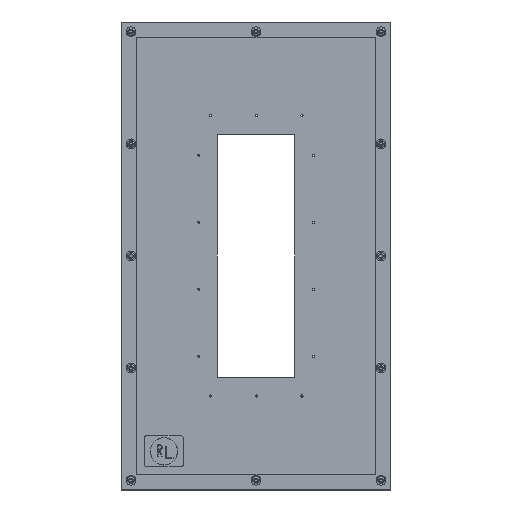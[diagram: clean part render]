
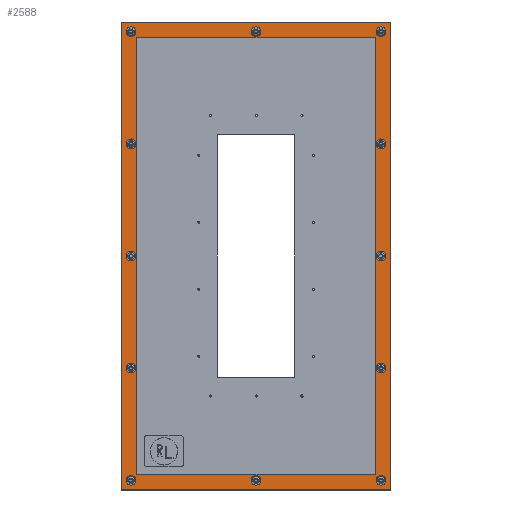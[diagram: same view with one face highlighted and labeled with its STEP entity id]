
A CAD part, top view. The second image highlights one B-rep face of the part: STEP entity #2588.
In plain terms, the highlighted planar face has unit normal (0, 0, 1).
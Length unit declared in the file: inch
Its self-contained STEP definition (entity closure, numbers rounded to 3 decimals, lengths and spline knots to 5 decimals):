
#173=LINE('',#3993,#314);
#177=LINE('',#4001,#318);
#180=LINE('',#4007,#321);
#183=LINE('',#4012,#324);
#185=LINE('',#4017,#326);
#189=LINE('',#4025,#330);
#192=LINE('',#4031,#333);
#195=LINE('',#4036,#336);
#314=VECTOR('',#3271,28.25);
#318=VECTOR('',#3277,15.40625);
#321=VECTOR('',#3282,28.25);
#324=VECTOR('',#3287,15.40625);
#326=VECTOR('',#3291,30.25);
#330=VECTOR('',#3297,17.40625);
#333=VECTOR('',#3302,30.25);
#336=VECTOR('',#3307,17.40625);
#449=PLANE('',#2820);
#599=FACE_BOUND('',#953,.T.);
#600=FACE_BOUND('',#954,.T.);
#601=FACE_BOUND('',#955,.T.);
#602=FACE_BOUND('',#956,.T.);
#603=FACE_BOUND('',#957,.T.);
#604=FACE_BOUND('',#958,.T.);
#605=FACE_BOUND('',#959,.T.);
#606=FACE_BOUND('',#960,.T.);
#607=FACE_BOUND('',#961,.T.);
#608=FACE_BOUND('',#962,.T.);
#609=FACE_BOUND('',#963,.T.);
#610=FACE_BOUND('',#964,.T.);
#611=FACE_BOUND('',#965,.T.);
#713=FACE_OUTER_BOUND('',#952,.T.);
#952=EDGE_LOOP('',(#1976,#1977,#1978,#1979));
#953=EDGE_LOOP('',(#1980));
#954=EDGE_LOOP('',(#1981));
#955=EDGE_LOOP('',(#1982));
#956=EDGE_LOOP('',(#1983));
#957=EDGE_LOOP('',(#1984));
#958=EDGE_LOOP('',(#1985));
#959=EDGE_LOOP('',(#1986));
#960=EDGE_LOOP('',(#1987));
#961=EDGE_LOOP('',(#1988));
#962=EDGE_LOOP('',(#1989));
#963=EDGE_LOOP('',(#1990));
#964=EDGE_LOOP('',(#1991));
#965=EDGE_LOOP('',(#1992,#1993,#1994,#1995));
#1154=CIRCLE('',#2778,0.10938);
#1156=CIRCLE('',#2781,0.10938);
#1158=CIRCLE('',#2784,0.10938);
#1160=CIRCLE('',#2787,0.10938);
#1162=CIRCLE('',#2790,0.10938);
#1164=CIRCLE('',#2793,0.10938);
#1166=CIRCLE('',#2796,0.10938);
#1168=CIRCLE('',#2799,0.10938);
#1170=CIRCLE('',#2802,0.10938);
#1172=CIRCLE('',#2805,0.10938);
#1174=CIRCLE('',#2808,0.10938);
#1176=CIRCLE('',#2811,0.10938);
#1304=VERTEX_POINT('',#3933);
#1306=VERTEX_POINT('',#3938);
#1308=VERTEX_POINT('',#3943);
#1310=VERTEX_POINT('',#3948);
#1312=VERTEX_POINT('',#3953);
#1314=VERTEX_POINT('',#3958);
#1316=VERTEX_POINT('',#3963);
#1318=VERTEX_POINT('',#3968);
#1320=VERTEX_POINT('',#3973);
#1322=VERTEX_POINT('',#3978);
#1324=VERTEX_POINT('',#3983);
#1326=VERTEX_POINT('',#3988);
#1327=VERTEX_POINT('',#3991);
#1328=VERTEX_POINT('',#3992);
#1331=VERTEX_POINT('',#4000);
#1333=VERTEX_POINT('',#4006);
#1335=VERTEX_POINT('',#4015);
#1336=VERTEX_POINT('',#4016);
#1339=VERTEX_POINT('',#4024);
#1341=VERTEX_POINT('',#4030);
#1544=EDGE_CURVE('',#1304,#1304,#1154,.T.);
#1546=EDGE_CURVE('',#1306,#1306,#1156,.T.);
#1548=EDGE_CURVE('',#1308,#1308,#1158,.T.);
#1550=EDGE_CURVE('',#1310,#1310,#1160,.T.);
#1552=EDGE_CURVE('',#1312,#1312,#1162,.T.);
#1554=EDGE_CURVE('',#1314,#1314,#1164,.T.);
#1556=EDGE_CURVE('',#1316,#1316,#1166,.T.);
#1558=EDGE_CURVE('',#1318,#1318,#1168,.T.);
#1560=EDGE_CURVE('',#1320,#1320,#1170,.T.);
#1562=EDGE_CURVE('',#1322,#1322,#1172,.T.);
#1564=EDGE_CURVE('',#1324,#1324,#1174,.T.);
#1566=EDGE_CURVE('',#1326,#1326,#1176,.T.);
#1567=EDGE_CURVE('',#1327,#1328,#173,.T.);
#1571=EDGE_CURVE('',#1328,#1331,#177,.T.);
#1574=EDGE_CURVE('',#1331,#1333,#180,.T.);
#1577=EDGE_CURVE('',#1333,#1327,#183,.T.);
#1579=EDGE_CURVE('',#1335,#1336,#185,.T.);
#1583=EDGE_CURVE('',#1336,#1339,#189,.T.);
#1586=EDGE_CURVE('',#1339,#1341,#192,.T.);
#1589=EDGE_CURVE('',#1341,#1335,#195,.T.);
#1976=ORIENTED_EDGE('',*,*,#1579,.F.);
#1977=ORIENTED_EDGE('',*,*,#1589,.F.);
#1978=ORIENTED_EDGE('',*,*,#1586,.F.);
#1979=ORIENTED_EDGE('',*,*,#1583,.F.);
#1980=ORIENTED_EDGE('',*,*,#1544,.T.);
#1981=ORIENTED_EDGE('',*,*,#1546,.T.);
#1982=ORIENTED_EDGE('',*,*,#1548,.T.);
#1983=ORIENTED_EDGE('',*,*,#1550,.T.);
#1984=ORIENTED_EDGE('',*,*,#1552,.T.);
#1985=ORIENTED_EDGE('',*,*,#1554,.T.);
#1986=ORIENTED_EDGE('',*,*,#1556,.T.);
#1987=ORIENTED_EDGE('',*,*,#1558,.T.);
#1988=ORIENTED_EDGE('',*,*,#1560,.T.);
#1989=ORIENTED_EDGE('',*,*,#1562,.T.);
#1990=ORIENTED_EDGE('',*,*,#1564,.T.);
#1991=ORIENTED_EDGE('',*,*,#1566,.T.);
#1992=ORIENTED_EDGE('',*,*,#1567,.T.);
#1993=ORIENTED_EDGE('',*,*,#1571,.T.);
#1994=ORIENTED_EDGE('',*,*,#1574,.T.);
#1995=ORIENTED_EDGE('',*,*,#1577,.T.);
#2588=ADVANCED_FACE('',(#713,#599,#600,#601,#602,#603,#604,#605,#606,#607,
#608,#609,#610,#611),#449,.T.);
#2778=AXIS2_PLACEMENT_3D('',#3934,#3201,#3202);
#2781=AXIS2_PLACEMENT_3D('',#3939,#3207,#3208);
#2784=AXIS2_PLACEMENT_3D('',#3944,#3213,#3214);
#2787=AXIS2_PLACEMENT_3D('',#3949,#3219,#3220);
#2790=AXIS2_PLACEMENT_3D('',#3954,#3225,#3226);
#2793=AXIS2_PLACEMENT_3D('',#3959,#3231,#3232);
#2796=AXIS2_PLACEMENT_3D('',#3964,#3237,#3238);
#2799=AXIS2_PLACEMENT_3D('',#3969,#3243,#3244);
#2802=AXIS2_PLACEMENT_3D('',#3974,#3249,#3250);
#2805=AXIS2_PLACEMENT_3D('',#3979,#3255,#3256);
#2808=AXIS2_PLACEMENT_3D('',#3984,#3261,#3262);
#2811=AXIS2_PLACEMENT_3D('',#3989,#3267,#3268);
#2820=AXIS2_PLACEMENT_3D('',#4038,#3309,#3310);
#3201=DIRECTION('center_axis',(0.,0.,-1.));
#3202=DIRECTION('ref_axis',(-1.,0.,0.));
#3207=DIRECTION('center_axis',(0.,0.,-1.));
#3208=DIRECTION('ref_axis',(-1.,0.,0.));
#3213=DIRECTION('center_axis',(0.,0.,-1.));
#3214=DIRECTION('ref_axis',(-1.,0.,0.));
#3219=DIRECTION('center_axis',(0.,0.,-1.));
#3220=DIRECTION('ref_axis',(-1.,0.,0.));
#3225=DIRECTION('center_axis',(0.,0.,-1.));
#3226=DIRECTION('ref_axis',(-1.,0.,0.));
#3231=DIRECTION('center_axis',(0.,0.,-1.));
#3232=DIRECTION('ref_axis',(-1.,0.,0.));
#3237=DIRECTION('center_axis',(0.,0.,-1.));
#3238=DIRECTION('ref_axis',(-1.,0.,0.));
#3243=DIRECTION('center_axis',(0.,0.,-1.));
#3244=DIRECTION('ref_axis',(-1.,0.,0.));
#3249=DIRECTION('center_axis',(0.,0.,-1.));
#3250=DIRECTION('ref_axis',(-1.,0.,0.));
#3255=DIRECTION('center_axis',(0.,0.,-1.));
#3256=DIRECTION('ref_axis',(-1.,0.,0.));
#3261=DIRECTION('center_axis',(0.,0.,-1.));
#3262=DIRECTION('ref_axis',(-1.,0.,0.));
#3267=DIRECTION('center_axis',(0.,0.,-1.));
#3268=DIRECTION('ref_axis',(-1.,0.,0.));
#3271=DIRECTION('',(0.,-1.,0.));
#3277=DIRECTION('',(-1.,0.,0.));
#3282=DIRECTION('',(0.,1.,0.));
#3287=DIRECTION('',(1.,0.,0.));
#3291=DIRECTION('',(0.,-1.,0.));
#3297=DIRECTION('',(-1.,0.,0.));
#3302=DIRECTION('',(0.,1.,0.));
#3307=DIRECTION('',(1.,0.,0.));
#3309=DIRECTION('center_axis',(0.,0.,1.));
#3310=DIRECTION('ref_axis',(1.,0.,0.));
#3933=CARTESIAN_POINT('',(16.48475,-23.9196,0.125));
#3934=CARTESIAN_POINT('Origin',(16.37537,-23.9196,0.125));
#3938=CARTESIAN_POINT('',(8.40662,-23.9196,0.125));
#3939=CARTESIAN_POINT('Origin',(8.29725,-23.9196,0.125));
#3943=CARTESIAN_POINT('',(0.3285,-23.9196,0.125));
#3944=CARTESIAN_POINT('Origin',(0.21912,-23.9196,0.125));
#3948=CARTESIAN_POINT('',(16.48475,-16.6696,0.125));
#3949=CARTESIAN_POINT('Origin',(16.37537,-16.6696,0.125));
#3953=CARTESIAN_POINT('',(0.3285,-16.6696,0.125));
#3954=CARTESIAN_POINT('Origin',(0.21912,-16.6696,0.125));
#3958=CARTESIAN_POINT('',(16.48475,-9.4196,0.125));
#3959=CARTESIAN_POINT('Origin',(16.37537,-9.4196,0.125));
#3963=CARTESIAN_POINT('',(0.3285,-9.4196,0.125));
#3964=CARTESIAN_POINT('Origin',(0.21912,-9.4196,0.125));
#3968=CARTESIAN_POINT('',(16.48475,-2.1696,0.125));
#3969=CARTESIAN_POINT('Origin',(16.37537,-2.1696,0.125));
#3973=CARTESIAN_POINT('',(0.3285,-2.1696,0.125));
#3974=CARTESIAN_POINT('Origin',(0.21912,-2.1696,0.125));
#3978=CARTESIAN_POINT('',(16.48475,5.0804,0.125));
#3979=CARTESIAN_POINT('Origin',(16.37537,5.0804,0.125));
#3983=CARTESIAN_POINT('',(8.40662,5.0804,0.125));
#3984=CARTESIAN_POINT('Origin',(8.29725,5.0804,0.125));
#3988=CARTESIAN_POINT('',(0.3285,5.0804,0.125));
#3989=CARTESIAN_POINT('Origin',(0.21912,5.0804,0.125));
#3991=CARTESIAN_POINT('',(16.00037,4.7054,0.125));
#3992=CARTESIAN_POINT('',(16.00037,-23.5446,0.125));
#3993=CARTESIAN_POINT('',(16.00037,-2.3571,0.125));
#4000=CARTESIAN_POINT('',(0.59412,-23.5446,0.125));
#4001=CARTESIAN_POINT('',(12.14881,-23.5446,0.125));
#4006=CARTESIAN_POINT('',(0.59412,4.7054,0.125));
#4007=CARTESIAN_POINT('',(0.59412,-16.4821,0.125));
#4012=CARTESIAN_POINT('',(4.44569,4.7054,0.125));
#4015=CARTESIAN_POINT('',(17.00037,5.7054,0.125));
#4016=CARTESIAN_POINT('',(17.00037,-24.5446,0.125));
#4017=CARTESIAN_POINT('',(17.00037,5.7054,0.125));
#4024=CARTESIAN_POINT('',(-0.40588,-24.5446,0.125));
#4025=CARTESIAN_POINT('',(17.00037,-24.5446,0.125));
#4030=CARTESIAN_POINT('',(-0.40588,5.7054,0.125));
#4031=CARTESIAN_POINT('',(-0.40588,-24.5446,0.125));
#4036=CARTESIAN_POINT('',(-0.40588,5.7054,0.125));
#4038=CARTESIAN_POINT('Origin',(8.29725,-9.4196,0.125));
